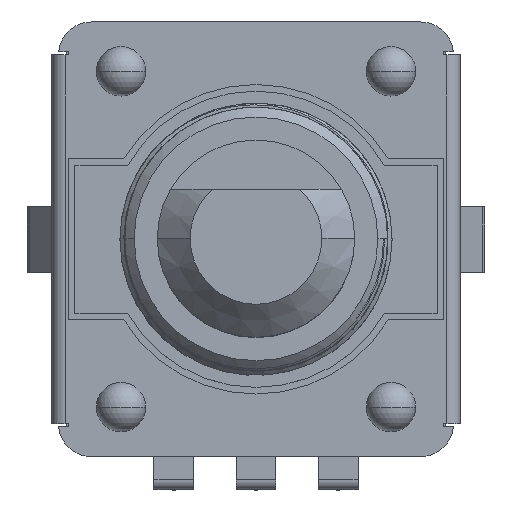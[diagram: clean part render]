
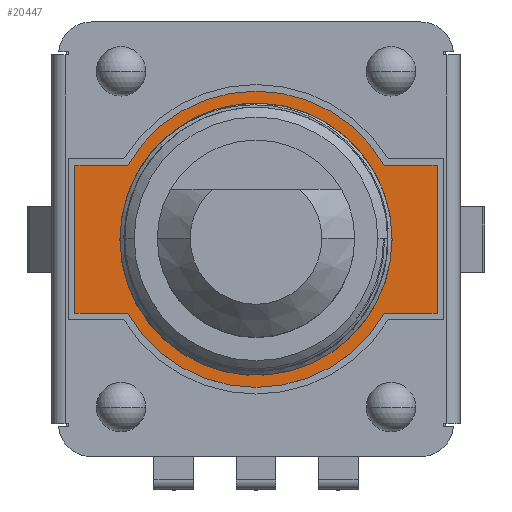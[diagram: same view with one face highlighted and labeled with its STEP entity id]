
A CAD part, top view. The second image highlights one B-rep face of the part: STEP entity #20447.
In plain terms, the highlighted planar face has unit normal (0, 0, 1).
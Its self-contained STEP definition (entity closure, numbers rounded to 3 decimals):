
#187 = DIRECTION ( 'NONE',  ( 1., 0., 0. ) ) ;
#324 = CARTESIAN_POINT ( 'NONE',  ( 0., 0., 5.5 ) ) ;
#414 = DIRECTION ( 'NONE',  ( 0., 0., 1. ) ) ;
#601 = CARTESIAN_POINT ( 'NONE',  ( -5.5, 2.25, 5.5 ) ) ;
#1020 = ORIENTED_EDGE ( 'NONE', *, *, #10471, .T. ) ;
#1089 = CARTESIAN_POINT ( 'NONE',  ( 3.897, 2.25, 5.5 ) ) ;
#1470 = EDGE_LOOP ( 'NONE', ( #19992, #2109, #21450, #22407, #19579, #2867 ) ) ;
#1694 = AXIS2_PLACEMENT_3D ( 'NONE', #7859, #414, #17745 ) ;
#1902 = DIRECTION ( 'NONE',  ( -1., 0., 0. ) ) ;
#2109 = ORIENTED_EDGE ( 'NONE', *, *, #23173, .T. ) ;
#2428 = DIRECTION ( 'NONE',  ( 0., 0., -1. ) ) ;
#2437 = CARTESIAN_POINT ( 'NONE',  ( 0., 0., 5.5 ) ) ;
#2477 = DIRECTION ( 'NONE',  ( 1., 0., 0. ) ) ;
#2633 = VERTEX_POINT ( 'NONE', #25404 ) ;
#2642 = VERTEX_POINT ( 'NONE', #3143 ) ;
#2867 = ORIENTED_EDGE ( 'NONE', *, *, #11918, .T. ) ;
#3143 = CARTESIAN_POINT ( 'NONE',  ( -3.897, -2.25, 5.5 ) ) ;
#3267 = ORIENTED_EDGE ( 'NONE', *, *, #11147, .T. ) ;
#3347 = CARTESIAN_POINT ( 'NONE',  ( -3.897, 2.25, 5.5 ) ) ;
#3390 = EDGE_CURVE ( 'NONE', #8062, #10795, #24299, .T. ) ;
#3428 = VERTEX_POINT ( 'NONE', #30063 ) ;
#3818 = CARTESIAN_POINT ( 'NONE',  ( 5.5, 2.25, 5.5 ) ) ;
#4170 = ORIENTED_EDGE ( 'NONE', *, *, #25971, .T. ) ;
#4314 = DIRECTION ( 'NONE',  ( 1., 0., 0. ) ) ;
#4338 = LINE ( 'NONE', #24161, #31821 ) ;
#4365 = EDGE_CURVE ( 'NONE', #26499, #10071, #4338, .T. ) ;
#4476 = CIRCLE ( 'NONE', #22635, 4.134 ) ;
#4619 = LINE ( 'NONE', #32096, #6365 ) ;
#4677 = AXIS2_PLACEMENT_3D ( 'NONE', #29440, #24558, #187 ) ;
#4719 = ORIENTED_EDGE ( 'NONE', *, *, #14111, .T. ) ;
#4878 = DIRECTION ( 'NONE',  ( 0., 0., -1. ) ) ;
#5342 = VECTOR ( 'NONE', #8525, 1000. ) ;
#5716 = DIRECTION ( 'NONE',  ( 0., 0., -1. ) ) ;
#6150 = VERTEX_POINT ( 'NONE', #6188 ) ;
#6188 = CARTESIAN_POINT ( 'NONE',  ( 4.134, 0., 5.5 ) ) ;
#6365 = VECTOR ( 'NONE', #31449, 1000. ) ;
#7648 = CARTESIAN_POINT ( 'NONE',  ( -5.5, 2.25, 5.5 ) ) ;
#7859 = CARTESIAN_POINT ( 'NONE',  ( 0., 0., 5.5 ) ) ;
#8062 = VERTEX_POINT ( 'NONE', #23444 ) ;
#8087 = CARTESIAN_POINT ( 'NONE',  ( -3.609, -2.015, 5.5 ) ) ;
#8211 = VECTOR ( 'NONE', #26104, 1000. ) ;
#8333 = CARTESIAN_POINT ( 'NONE',  ( 3.897, -2.25, 5.5 ) ) ;
#8525 = DIRECTION ( 'NONE',  ( 1., 0., 0. ) ) ;
#8796 = PLANE ( 'NONE',  #4677 ) ;
#8839 = LINE ( 'NONE', #16145, #5342 ) ;
#8954 = B_SPLINE_CURVE_WITH_KNOTS ( 'NONE', 3,
 ( #8087, #11015, #15242, #23199 ),
 .UNSPECIFIED., .F., .F.,
 ( 4, 4 ),
 ( 0., 1. ),
 .UNSPECIFIED. ) ;
#10071 = VERTEX_POINT ( 'NONE', #601 ) ;
#10101 = VERTEX_POINT ( 'NONE', #20552 ) ;
#10309 = EDGE_CURVE ( 'NONE', #2633, #26499, #25083, .T. ) ;
#10471 = EDGE_CURVE ( 'NONE', #2642, #23600, #21886, .T. ) ;
#10795 = VERTEX_POINT ( 'NONE', #13045 ) ;
#11015 = CARTESIAN_POINT ( 'NONE',  ( -3.611, -2.012, 5.5 ) ) ;
#11080 = AXIS2_PLACEMENT_3D ( 'NONE', #31781, #14218, #4314 ) ;
#11147 = EDGE_CURVE ( 'NONE', #3428, #2633, #21532, .T. ) ;
#11918 = EDGE_CURVE ( 'NONE', #6150, #28415, #14515, .T. ) ;
#12053 = LINE ( 'NONE', #7648, #29585 ) ;
#12201 = CARTESIAN_POINT ( 'NONE',  ( 0., 0., 5.5 ) ) ;
#12803 = DIRECTION ( 'NONE',  ( 0., 0., -1. ) ) ;
#13045 = CARTESIAN_POINT ( 'NONE',  ( -2.923, 2.923, 5.5 ) ) ;
#13273 = CARTESIAN_POINT ( 'NONE',  ( 0., 0., 5.5 ) ) ;
#14082 = EDGE_CURVE ( 'NONE', #10101, #2642, #8839, .T. ) ;
#14111 = EDGE_CURVE ( 'NONE', #23600, #30227, #4619, .T. ) ;
#14218 = DIRECTION ( 'NONE',  ( 0., 0., 1. ) ) ;
#14515 = CIRCLE ( 'NONE', #25942, 4.134 ) ;
#15242 = CARTESIAN_POINT ( 'NONE',  ( -3.613, -2.008, 5.5 ) ) ;
#15380 = DIRECTION ( 'NONE',  ( 1., 0., 0. ) ) ;
#15904 = CARTESIAN_POINT ( 'NONE',  ( 5.5, -2.25, 5.5 ) ) ;
#16145 = CARTESIAN_POINT ( 'NONE',  ( -5.5, -2.25, 5.5 ) ) ;
#17745 = DIRECTION ( 'NONE',  ( 1., 0., 0. ) ) ;
#17918 = LINE ( 'NONE', #3818, #31511 ) ;
#17937 = DIRECTION ( 'NONE',  ( 0., 0., -1. ) ) ;
#18517 = FACE_BOUND ( 'NONE', #1470, .T. ) ;
#18846 = FACE_OUTER_BOUND ( 'NONE', #24868, .T. ) ;
#19055 = AXIS2_PLACEMENT_3D ( 'NONE', #12201, #12803, #15380 ) ;
#19069 = ORIENTED_EDGE ( 'NONE', *, *, #27163, .T. ) ;
#19579 = ORIENTED_EDGE ( 'NONE', *, *, #29312, .T. ) ;
#19992 = ORIENTED_EDGE ( 'NONE', *, *, #26235, .T. ) ;
#20106 = DIRECTION ( 'NONE',  ( 1., 0., 0. ) ) ;
#20447 = ADVANCED_FACE ( 'NONE', ( #18517, #18846 ), #8796, .T. ) ;
#20552 = CARTESIAN_POINT ( 'NONE',  ( -5.5, -2.25, 5.5 ) ) ;
#20642 = AXIS2_PLACEMENT_3D ( 'NONE', #324, #2428, #20106 ) ;
#21450 = ORIENTED_EDGE ( 'NONE', *, *, #26530, .T. ) ;
#21532 = LINE ( 'NONE', #1089, #8211 ) ;
#21882 = VERTEX_POINT ( 'NONE', #26914 ) ;
#21886 = CIRCLE ( 'NONE', #1694, 4.5 ) ;
#21955 = DIRECTION ( 'NONE',  ( 0., -1., 0. ) ) ;
#22407 = ORIENTED_EDGE ( 'NONE', *, *, #3390, .T. ) ;
#22408 = DIRECTION ( 'NONE',  ( 1., 0., 0. ) ) ;
#22635 = AXIS2_PLACEMENT_3D ( 'NONE', #13273, #17937, #30502 ) ;
#23173 = EDGE_CURVE ( 'NONE', #21882, #31141, #26890, .T. ) ;
#23199 = CARTESIAN_POINT ( 'NONE',  ( -3.615, -2.005, 5.5 ) ) ;
#23241 = CIRCLE ( 'NONE', #19055, 4.134 ) ;
#23444 = CARTESIAN_POINT ( 'NONE',  ( -3.647, 1.945, 5.5 ) ) ;
#23600 = VERTEX_POINT ( 'NONE', #8333 ) ;
#24161 = CARTESIAN_POINT ( 'NONE',  ( -5.5, 2.25, 5.5 ) ) ;
#24299 = CIRCLE ( 'NONE', #20642, 4.134 ) ;
#24425 = ORIENTED_EDGE ( 'NONE', *, *, #10309, .T. ) ;
#24527 = ORIENTED_EDGE ( 'NONE', *, *, #14082, .T. ) ;
#24558 = DIRECTION ( 'NONE',  ( 0., 0., 1. ) ) ;
#24868 = EDGE_LOOP ( 'NONE', ( #3267, #24425, #26808, #4170, #24527, #1020, #4719, #19069 ) ) ;
#25083 = CIRCLE ( 'NONE', #11080, 4.5 ) ;
#25404 = CARTESIAN_POINT ( 'NONE',  ( 3.897, 2.25, 5.5 ) ) ;
#25860 = AXIS2_PLACEMENT_3D ( 'NONE', #27998, #5716, #2477 ) ;
#25942 = AXIS2_PLACEMENT_3D ( 'NONE', #2437, #4878, #22408 ) ;
#25971 = EDGE_CURVE ( 'NONE', #10071, #10101, #12053, .T. ) ;
#26104 = DIRECTION ( 'NONE',  ( -1., 0., 0. ) ) ;
#26235 = EDGE_CURVE ( 'NONE', #28415, #21882, #8954, .T. ) ;
#26499 = VERTEX_POINT ( 'NONE', #3347 ) ;
#26530 = EDGE_CURVE ( 'NONE', #31141, #8062, #4476, .T. ) ;
#26808 = ORIENTED_EDGE ( 'NONE', *, *, #4365, .T. ) ;
#26890 = CIRCLE ( 'NONE', #25860, 4.134 ) ;
#26914 = CARTESIAN_POINT ( 'NONE',  ( -3.615, -2.005, 5.5 ) ) ;
#27163 = EDGE_CURVE ( 'NONE', #30227, #3428, #17918, .T. ) ;
#27974 = CARTESIAN_POINT ( 'NONE',  ( -3.609, -2.015, 5.5 ) ) ;
#27998 = CARTESIAN_POINT ( 'NONE',  ( 0., 0., 5.5 ) ) ;
#28415 = VERTEX_POINT ( 'NONE', #27974 ) ;
#29312 = EDGE_CURVE ( 'NONE', #10795, #6150, #23241, .T. ) ;
#29440 = CARTESIAN_POINT ( 'NONE',  ( -5., -5.6, 5.5 ) ) ;
#29585 = VECTOR ( 'NONE', #21955, 1000. ) ;
#30063 = CARTESIAN_POINT ( 'NONE',  ( 5.5, 2.25, 5.5 ) ) ;
#30227 = VERTEX_POINT ( 'NONE', #15904 ) ;
#30502 = DIRECTION ( 'NONE',  ( 1., 0., 0. ) ) ;
#30987 = CARTESIAN_POINT ( 'NONE',  ( -4.134, 0., 5.5 ) ) ;
#31141 = VERTEX_POINT ( 'NONE', #30987 ) ;
#31287 = DIRECTION ( 'NONE',  ( 0., 1., 0. ) ) ;
#31449 = DIRECTION ( 'NONE',  ( 1., 0., 0. ) ) ;
#31511 = VECTOR ( 'NONE', #31287, 1000. ) ;
#31781 = CARTESIAN_POINT ( 'NONE',  ( 0., 0., 5.5 ) ) ;
#31821 = VECTOR ( 'NONE', #1902, 1000. ) ;
#32096 = CARTESIAN_POINT ( 'NONE',  ( 3.897, -2.25, 5.5 ) ) ;
